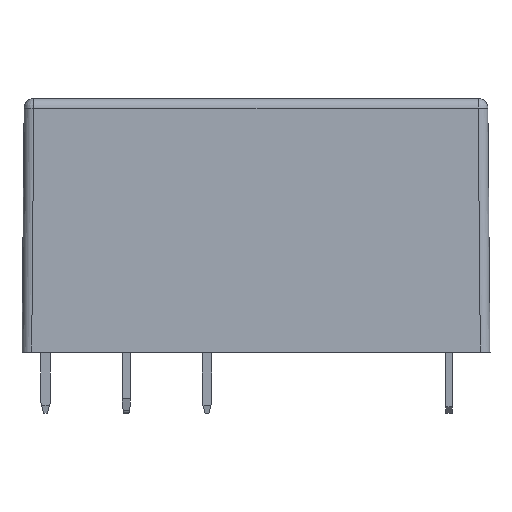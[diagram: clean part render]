
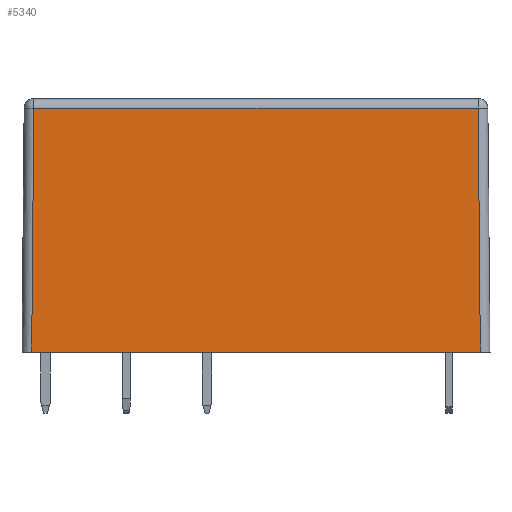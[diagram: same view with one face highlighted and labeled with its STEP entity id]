
A CAD part, left-side view. The second image highlights one B-rep face of the part: STEP entity #5340.
In plain terms, the highlighted planar face has unit normal (1, 0, -0.009).
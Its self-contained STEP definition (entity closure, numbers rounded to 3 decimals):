
#505=FACE_OUTER_BOUND('',#698,.T.);
#698=EDGE_LOOP('',(#4694,#4695,#4696,#4697));
#1185=LINE('',#9504,#1952);
#1186=LINE('',#9506,#1953);
#1187=LINE('',#9508,#1954);
#1188=LINE('',#9509,#1955);
#1952=VECTOR('',#6782,27.8);
#1953=VECTOR('',#6783,15.106);
#1954=VECTOR('',#6784,27.536);
#1955=VECTOR('',#6785,15.106);
#2818=VERTEX_POINT('',#9502);
#2819=VERTEX_POINT('',#9503);
#2820=VERTEX_POINT('',#9505);
#2821=VERTEX_POINT('',#9507);
#3752=EDGE_CURVE('',#2818,#2819,#1185,.T.);
#3753=EDGE_CURVE('',#2819,#2820,#1186,.T.);
#3754=EDGE_CURVE('',#2820,#2821,#1187,.T.);
#3755=EDGE_CURVE('',#2821,#2818,#1188,.T.);
#4694=ORIENTED_EDGE('',*,*,#3752,.T.);
#4695=ORIENTED_EDGE('',*,*,#3753,.T.);
#4696=ORIENTED_EDGE('',*,*,#3754,.T.);
#4697=ORIENTED_EDGE('',*,*,#3755,.T.);
#5188=PLANE('',#5947);
#5340=ADVANCED_FACE('',(#505),#5188,.T.);
#5947=AXIS2_PLACEMENT_3D('',#9501,#6780,#6781);
#6780=DIRECTION('center_axis',(1.,0.,-0.009));
#6781=DIRECTION('ref_axis',(0.,1.,0.));
#6782=DIRECTION('',(0.,1.,0.));
#6783=DIRECTION('',(0.009,-0.009,1.));
#6784=DIRECTION('',(0.,-1.,0.));
#6785=DIRECTION('',(-0.009,-0.009,-1.));
#9501=CARTESIAN_POINT('Origin',(-12.276,31.382,-7.639));
#9502=CARTESIAN_POINT('',(-12.269,32.772,-6.883));
#9503=CARTESIAN_POINT('',(-12.269,60.572,-6.883));
#9504=CARTESIAN_POINT('',(-12.269,32.772,-6.883));
#9505=CARTESIAN_POINT('',(-12.137,60.44,8.222));
#9506=CARTESIAN_POINT('',(-12.269,60.572,-6.883));
#9507=CARTESIAN_POINT('',(-12.137,32.904,8.222));
#9508=CARTESIAN_POINT('',(-12.137,60.44,8.222));
#9509=CARTESIAN_POINT('',(-12.137,32.904,8.222));
